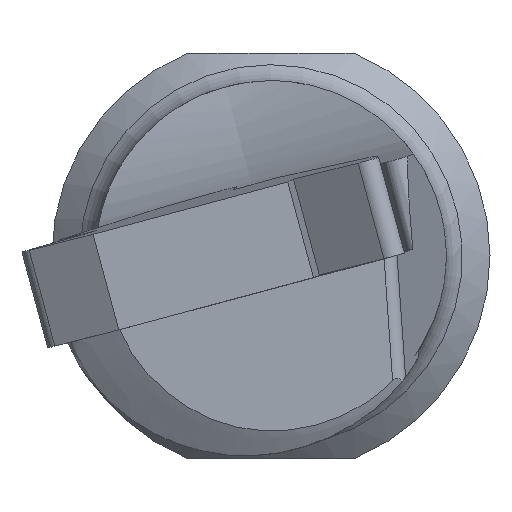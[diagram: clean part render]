
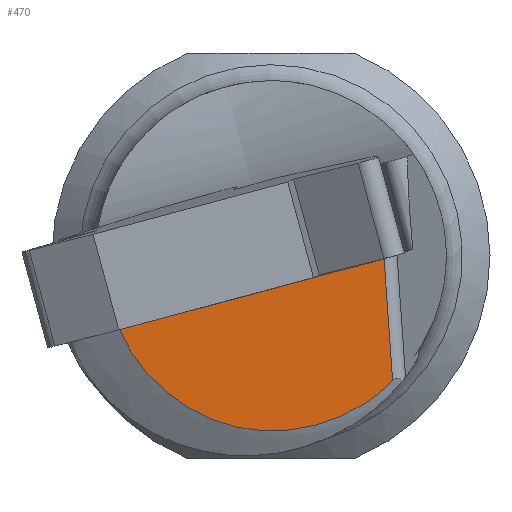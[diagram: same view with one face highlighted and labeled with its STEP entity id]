
A CAD part, left-side view. The second image highlights one B-rep face of the part: STEP entity #470.
In plain terms, the highlighted planar face has unit normal (-1, -0.007, -0.025).
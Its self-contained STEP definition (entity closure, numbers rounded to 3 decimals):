
#308=PLANE('',#960);
#335=LINE('',#1654,#387);
#336=LINE('',#1656,#388);
#387=VECTOR('',#1047,1.);
#388=VECTOR('',#1050,1.);
#470=ADVANCED_FACE('',(#505),#308,.T.);
#505=FACE_OUTER_BOUND('',#546,.T.);
#546=EDGE_LOOP('',(#645,#646,#647));
#645=ORIENTED_EDGE('',*,*,#864,.F.);
#646=ORIENTED_EDGE('',*,*,#828,.T.);
#647=ORIENTED_EDGE('',*,*,#863,.T.);
#766=VERTEX_POINT('',#1179);
#768=VERTEX_POINT('',#1187);
#793=VERTEX_POINT('',#1653);
#828=EDGE_CURVE('',#768,#766,#918,.T.);
#863=EDGE_CURVE('',#766,#793,#335,.T.);
#864=EDGE_CURVE('',#768,#793,#336,.T.);
#918=B_SPLINE_CURVE_WITH_KNOTS('',3,(#1181,#1182,#1183,#1184,#1185,#1186),
 .UNSPECIFIED.,.F.,.F.,(4,2,4),(0.,0.5,1.),.UNSPECIFIED.);
#960=AXIS2_PLACEMENT_3D('',#1657,#1051,#1052);
#1047=DIRECTION('',(-0.026,0.07,0.997));
#1050=DIRECTION('',(0.,-0.966,0.259));
#1051=DIRECTION('',(-1.,-0.007,-0.025));
#1052=DIRECTION('',(-0.025,0.,1.));
#1179=CARTESIAN_POINT('',(0.306,-4.444,-4.556));
#1181=CARTESIAN_POINT('',(0.191,5.529,-2.69));
#1182=CARTESIAN_POINT('',(0.243,4.743,-4.528));
#1183=CARTESIAN_POINT('',(0.29,3.001,-5.924));
#1184=CARTESIAN_POINT('',(0.335,-0.918,-6.659));
#1185=CARTESIAN_POINT('',(0.332,-3.055,-5.981));
#1186=CARTESIAN_POINT('',(0.306,-4.444,-4.556));
#1187=CARTESIAN_POINT('',(0.191,5.529,-2.69));
#1653=CARTESIAN_POINT('',(0.191,-4.133,-0.102));
#1654=CARTESIAN_POINT('',(-5.018,9.99,202.045));
#1656=CARTESIAN_POINT('',(0.191,-41.493,9.909));
#1657=CARTESIAN_POINT('',(-5.018,9.99,202.045));
